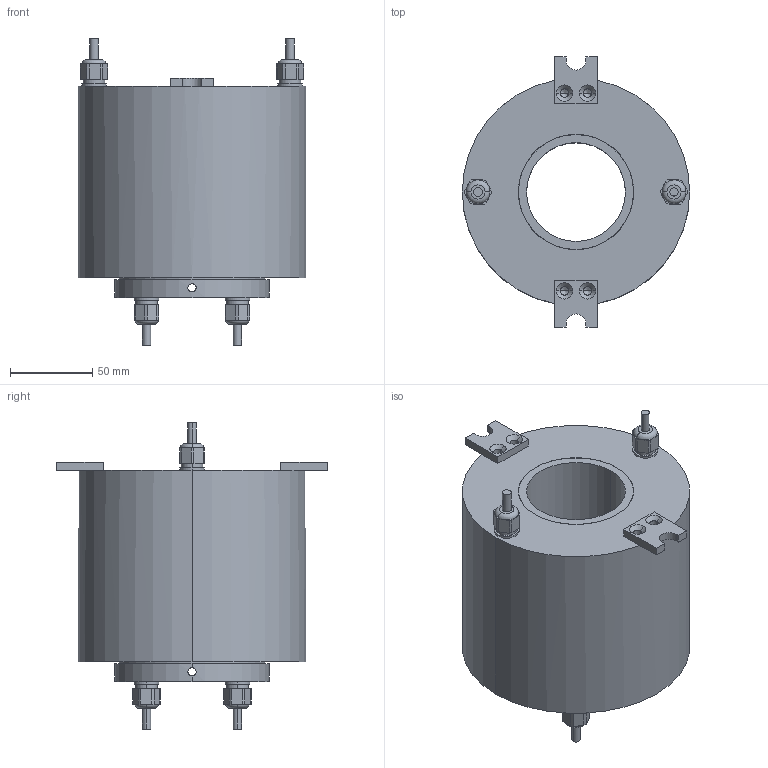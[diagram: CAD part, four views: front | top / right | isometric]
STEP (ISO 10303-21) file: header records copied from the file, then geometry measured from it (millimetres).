
FILE_DESCRIPTION (( 'STEP AP203' ), '1' );
FILE_NAME ('RX00805008.STEP', '2020-08-08T03:56:01', ( 'gongcheng1' ), ( '' ), 'SwSTEP 2.0', 'SolidWorks 2014', '' );
FILE_SCHEMA (( 'CONFIG_CONTROL_DESIGN' ));
Length unit declared in the file: millimetre
Products named in the file (1): RX00805008
Bounding box: 138 x 164 x 186 mm (x, y, z)
Volume: 1476490.7 mm3; surface area: 112725.1 mm2
Topology: 1 solids, 1 shells, 178 faces, 436 edges, 274 vertices
Faces by surface type: plane 92, cylinder 58, cone 20, torus 8
Entity records: 5705 total; most frequent: CARTESIAN_POINT 1381, DIRECTION 902, ORIENTED_EDGE 848, EDGE_CURVE 424, AXIS2_PLACEMENT_3D 315, VERTEX_POINT 274, LINE 272, VECTOR 272
